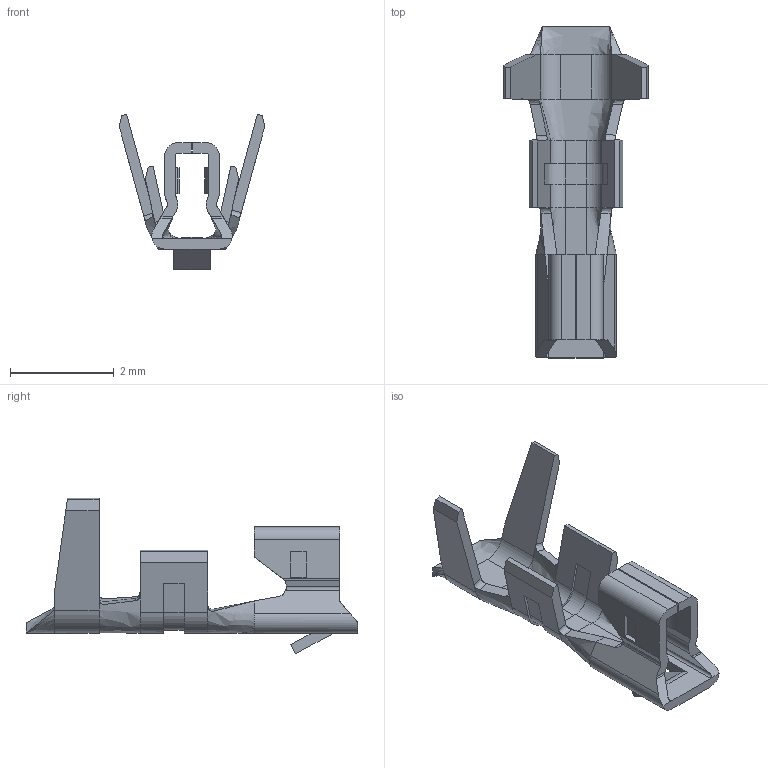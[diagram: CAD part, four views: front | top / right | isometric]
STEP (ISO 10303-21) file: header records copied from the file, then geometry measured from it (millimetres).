
FILE_DESCRIPTION( ( 'Unknown' ), '1' );
FILE_NAME( '68800113722DEC.stp', 'Unknown', ( 'Unknown' ), ( 'Unknown' ), 'PSStep 21.0.46', 'Unknown', ' ' );
FILE_SCHEMA( ( 'AUTOMOTIVE_DESIGN { 1 0 10303 214 1 1 1 1 }' ) );
Length unit declared in the file: millimetre
Products named in the file (1): 1
Bounding box: 2.8 x 6.4 x 3 mm (x, y, z)
Volume: 4.6 mm3; surface area: 56.6 mm2
Topology: 1 solids, 1 shells, 184 faces, 503 edges, 323 vertices
Faces by surface type: plane 117, cylinder 44, bspline 23
Entity records: 9422 total; most frequent: CARTESIAN_POINT 3509, ORIENTED_EDGE 1006, DIRECTION 788, EDGE_CURVE 503, LINE 332, VECTOR 332, VERTEX_POINT 323, AXIS2_PLACEMENT_3D 228
